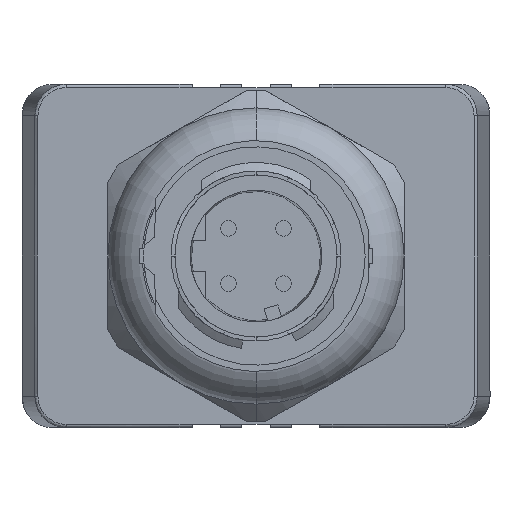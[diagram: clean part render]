
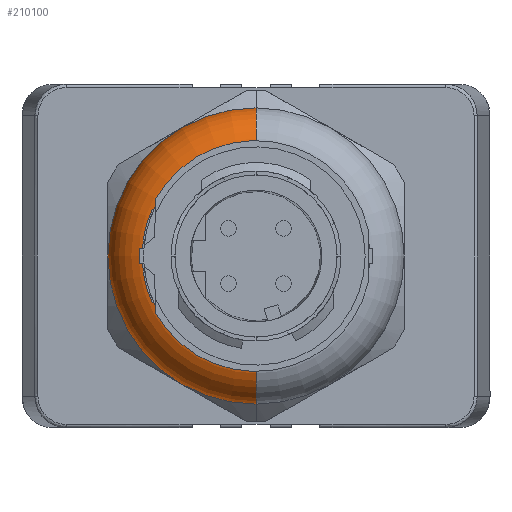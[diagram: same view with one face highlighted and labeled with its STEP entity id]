
A CAD part, left-side view. The second image highlights one B-rep face of the part: STEP entity #210100.
In plain terms, the highlighted toroidal (fillet/blend) face has major radius 6.5 mm and minor radius 3 mm.
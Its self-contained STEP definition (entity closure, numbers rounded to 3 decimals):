
#40410=CARTESIAN_POINT('',(100.,0.,
0.));
#40420=DIRECTION('',(-1.,0.,0.));
#40430=DIRECTION('',(0.,0.,1.));
#40440=AXIS2_PLACEMENT_3D('',#40410,#40420,#40430);
#40450=CIRCLE('',#40440,6.5);
#40460=CARTESIAN_POINT('',(100.,0.,6.5));
#40470=VERTEX_POINT('',#40460);
#40480=CARTESIAN_POINT('',(100.,0.,-6.5))
;
#40490=VERTEX_POINT('',#40480);
#40500=EDGE_CURVE('',#40470,#40490,#40450,.T.);
#40840=CARTESIAN_POINT('',(103.,0.,6.5));
#40850=DIRECTION('',(0.,1.,0.));
#40860=DIRECTION('',(0.,0.,-1.));
#40870=AXIS2_PLACEMENT_3D('',#40840,#40850,#40860);
#40880=CIRCLE('',#40870,3.);
#40890=CARTESIAN_POINT('',(103.,0.,9.5));
#40900=VERTEX_POINT('',#40890);
#40910=EDGE_CURVE('',#40470,#40900,#40880,.T.);
#40930=CARTESIAN_POINT('',(103.,0.,
0.));
#40940=DIRECTION('',(-1.,0.,0.));
#40950=DIRECTION('',(0.,0.,1.));
#40960=AXIS2_PLACEMENT_3D('',#40930,#40940,#40950);
#40970=CIRCLE('',#40960,9.5);
#41020=CARTESIAN_POINT('',(103.,0.,-9.5));
#41030=VERTEX_POINT('',#41020);
#41060=CARTESIAN_POINT('',(103.,0.,-6.5));
#41070=DIRECTION('',(0.,-1.,0.));
#41080=DIRECTION('',(0.,0.,1.));
#41090=AXIS2_PLACEMENT_3D('',#41060,#41070,#41080);
#41100=CIRCLE('',#41090,3.);
#41110=EDGE_CURVE('',#40490,#41030,#41100,.T.);
#207590=EDGE_CURVE('',#40900,#41030,#40970,.T.);
#209990=CARTESIAN_POINT('',(103.,0.,
0.));
#210000=DIRECTION('',(-1.,0.,0.));
#210010=DIRECTION('',(0.,0.,1.));
#210020=AXIS2_PLACEMENT_3D('',#209990,#210000,#210010);
#210030=TOROIDAL_SURFACE('',#210020,6.5,3.);
#210040=ORIENTED_EDGE('',*,*,#40500,.F.);
#210050=ORIENTED_EDGE('',*,*,#41110,.F.);
#210060=ORIENTED_EDGE('',*,*,#207590,.T.);
#210070=ORIENTED_EDGE('',*,*,#40910,.T.);
#210080=EDGE_LOOP('',(#210070,#210060,#210050,#210040));
#210090=FACE_OUTER_BOUND('',#210080,.T.);
#210100=ADVANCED_FACE('',(#210090),#210030,.T.);
